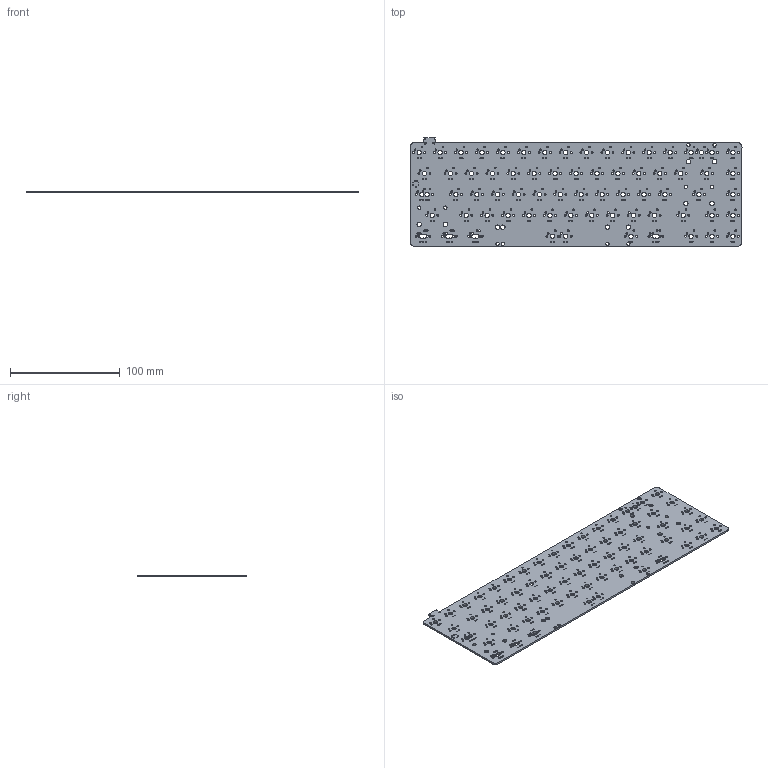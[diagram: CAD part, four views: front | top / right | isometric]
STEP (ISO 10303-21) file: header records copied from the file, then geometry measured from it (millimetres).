
FILE_DESCRIPTION(('KiCad electronic assembly'),'2;1');
FILE_NAME('Voyager-EV65.step','2020-05-06T06:16:34',('An Author'),( 'A Company'),'Open CASCADE STEP processor 6.9', 'KiCad to STEP converter','Unknown');
FILE_SCHEMA(('AUTOMOTIVE_DESIGN { 1 0 10303 214 1 1 1 1 }'));
Length unit declared in the file: millimetre
Products named in the file (2): Open CASCADE STEP translator 6.9 1; COMPOUND
Assembly tree (1 placements, depth 2):
  Open CASCADE STEP translator 6.9 1
    COMPOUND
Bounding box: 302.43 x 98.8 x 1.6 mm (x, y, z)
Volume: 42709.2 mm3; surface area: 59660.9 mm2
Topology: 1 solids, 1 shells, 607 faces, 1815 edges, 1210 vertices
Faces by surface type: cylinder 589, plane 18
Full cylindrical faces by diameter (mm): 0.65 x2, 0.762 x4, 0.986 x2, 0.988 x1, 1.04 x142, 1.47 x148, 1.75 x134, 3.048 x9, 3.988 x76
Entity records: 46865 total; most frequent: DIRECTION 7757, CARTESIAN_POINT 7348, ORIENTED_EDGE 3630, PCURVE 3630, DEFINITIONAL_REPRESENTATION 3630, LINE 3005, VECTOR 3005, CIRCLE 2356
